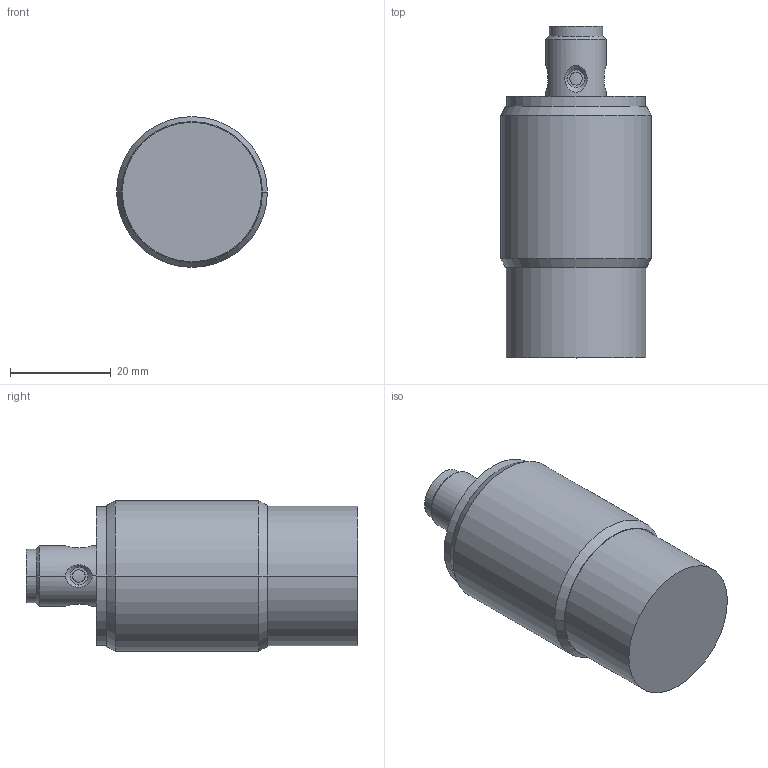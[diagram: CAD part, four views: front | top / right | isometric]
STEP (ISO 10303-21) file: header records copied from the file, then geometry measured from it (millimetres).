
FILE_DESCRIPTION((''),'2;1');
FILE_NAME('DM_CAD-2302_SW0001','2016-06-16T',('creinig-se'),(''),'PRO/ENGINEER BY PARAMETRIC TECHNOLOGY CORPORATION, 2015440','PRO/ENGINEER BY PARAMETRIC TECHNOLOGY CORPORATION, 2015440','');
FILE_SCHEMA(('CONFIG_CONTROL_DESIGN'));
Length unit declared in the file: millimetre
Products named in the file (1): DM_CAD-2302_SW0001
Bounding box: 30 x 66 x 30 mm (x, y, z)
Volume: 35443.9 mm3; surface area: 6910 mm2
Topology: 1 solids, 1 shells, 66 faces, 195 edges, 191 vertices
Faces by surface type: cylinder 31, plane 15, cone 14, sphere 6
Entity records: 3128 total; most frequent: CARTESIAN_POINT 640, DIRECTION 387, ORIENTED_EDGE 276, AXIS2_PLACEMENT_3D 151, EDGE_CURVE 138, PRESENTATION_STYLE_ASSIGNMENT 118, STYLED_ITEM 118, VERTEX_POINT 89
